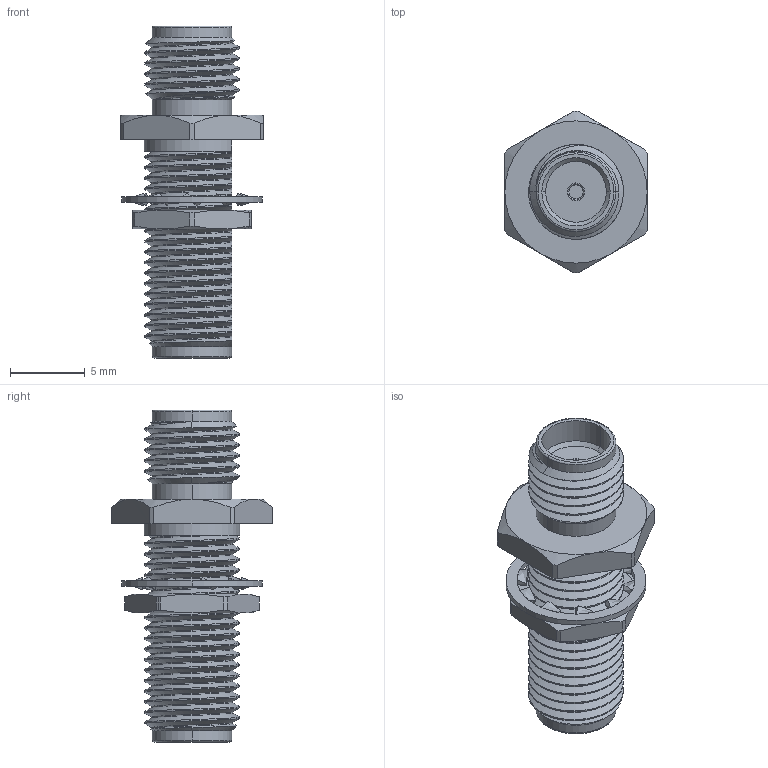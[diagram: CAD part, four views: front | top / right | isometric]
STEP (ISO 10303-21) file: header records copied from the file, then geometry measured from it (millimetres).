
FILE_DESCRIPTION (( 'STEP AP214' ), '1' );
FILE_NAME ('SM4909_3D.step', '2025-06-04T16:01:52', ( '' ), ( '' ), 'SwSTEP 2.0', 'SolidWorks 2022', '' );
FILE_SCHEMA (( 'AUTOMOTIVE_DESIGN' ));
Length unit declared in the file: inch
Products named in the file (1): SM4909_3D
Bounding box: 9.53 x 10.81 x 22.23 mm (x, y, z)
Volume: 646.6 mm3; surface area: 1064 mm2
Topology: 3 solids, 3 shells, 287 faces, 819 edges, 547 vertices
Faces by surface type: bspline 103, cylinder 98, cone 41, plane 41, torus 4
Entity records: 41259 total; most frequent: CARTESIAN_POINT 35010, ORIENTED_EDGE 1638, DIRECTION 886, EDGE_CURVE 819, VERTEX_POINT 547, AXIS2_PLACEMENT_3D 351, EDGE_LOOP 300, B_SPLINE_CURVE_WITH_KNOTS 289
